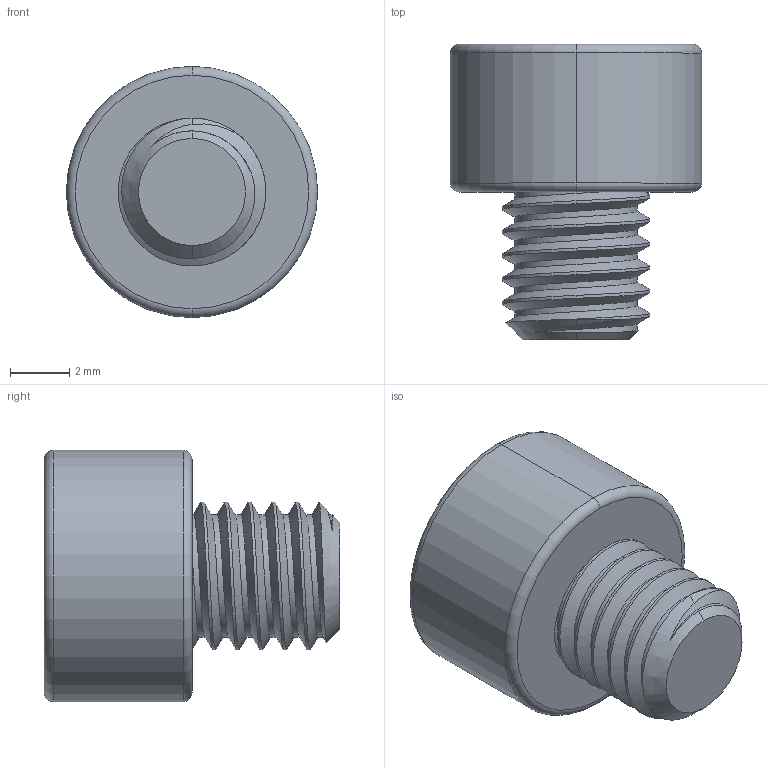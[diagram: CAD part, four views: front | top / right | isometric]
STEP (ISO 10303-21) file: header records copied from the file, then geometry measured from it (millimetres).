
FILE_DESCRIPTION (( 'STEP AP214' ), '1' );
FILE_NAME ('Screw_DIN_912_M5x5F_A2.STEP', '2024-07-16T05:37:52', ( '' ), ( '' ), 'SwSTEP 2.0', 'SolidWorks 2023', '' );
FILE_SCHEMA (( 'AUTOMOTIVE_DESIGN' ));
Length unit declared in the file: millimetre
Products named in the file (1): Screw_DIN_912_M5x5F_A2
Bounding box: 8.5 x 10 x 8.5 mm (x, y, z)
Volume: 323.1 mm3; surface area: 382.2 mm2
Topology: 1 solids, 1 shells, 46 faces, 109 edges, 67 vertices
Faces by surface type: plane 22, cylinder 14, torus 4, cone 3, bspline 3
Entity records: 2544 total; most frequent: CARTESIAN_POINT 1555, ORIENTED_EDGE 218, DIRECTION 180, EDGE_CURVE 109, VERTEX_POINT 67, AXIS2_PLACEMENT_3D 61, VECTOR 58, LINE 58
